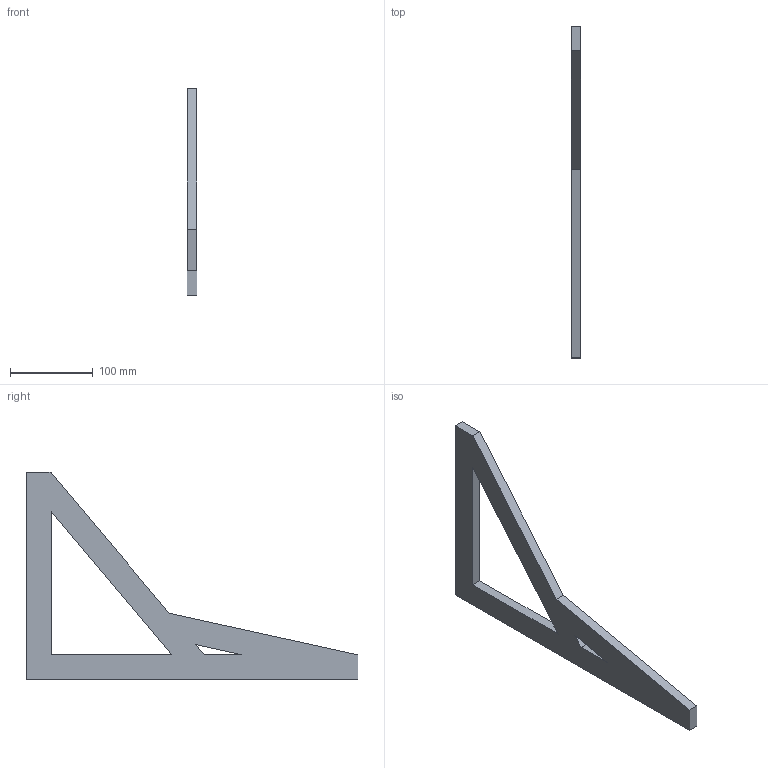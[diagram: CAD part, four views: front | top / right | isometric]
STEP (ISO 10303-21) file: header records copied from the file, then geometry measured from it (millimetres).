
FILE_DESCRIPTION(('FreeCAD Model'),'2;1');
FILE_NAME('Open CASCADE Shape Model','2024-10-11T18:07:01',(''),(''), 'Open CASCADE STEP processor 7.6','FreeCAD','Unknown');
FILE_SCHEMA(('CONFIG_CONTROL_DESIGN','SHAPE_APPEARANCE_LAYER_MIM'));
Length unit declared in the file: millimetre
Products named in the file (1): StageSupportAngle
Bounding box: 12 x 400 x 250 mm (x, y, z)
Volume: 366121.1 mm3; surface area: 85841.1 mm2
Topology: 1 solids, 1 shells, 338 faces, 984 edges, 656 vertices
Faces by surface type: cylinder 296, plane 26, bspline 16
Full cylindrical faces by diameter (mm): 3.99 x48, 4.901 x88
Entity records: 29660 total; most frequent: CARTESIAN_POINT 21915, ORIENTED_EDGE 1968, DIRECTION 1038, EDGE_CURVE 984, VERTEX_POINT 656, B_SPLINE_CURVE_WITH_KNOTS 624, AXIS2_PLACEMENT_3D 355, FACE_BOUND 350
